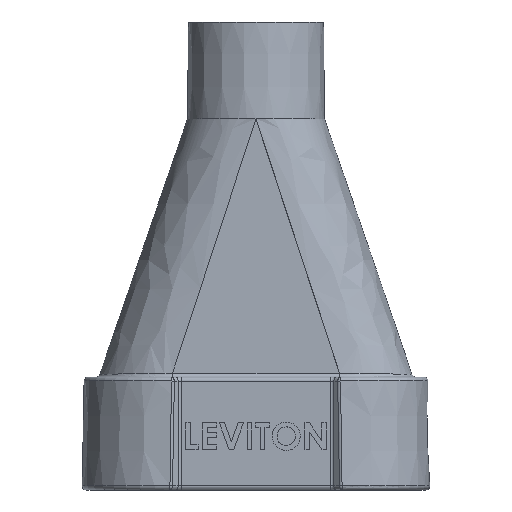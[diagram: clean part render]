
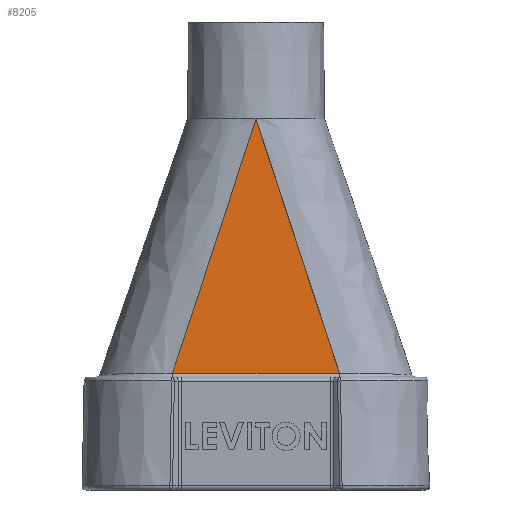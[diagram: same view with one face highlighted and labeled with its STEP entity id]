
A CAD part, front view. The second image highlights one B-rep face of the part: STEP entity #8205.
In plain terms, the highlighted planar face has unit normal (0, -1, 0.015).
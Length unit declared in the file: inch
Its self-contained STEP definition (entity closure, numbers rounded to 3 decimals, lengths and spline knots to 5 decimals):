
#579 = CARTESIAN_POINT ( 'NONE',  ( 0.42423, -1.07939, -1.2929 ) ) ;
#700 = EDGE_CURVE ( 'NONE', #10335, #8839, #5542, .T. ) ;
#741 = PLANE ( 'NONE',  #3997 ) ;
#1571 = ORIENTED_EDGE ( 'NONE', *, *, #13039, .F. ) ;
#1644 = CARTESIAN_POINT ( 'NONE',  ( 0.51704, -1.08364, -1.57574 ) ) ;
#1677 = DIRECTION ( 'NONE',  ( 0., -1., 0.015 ) ) ;
#1737 = CARTESIAN_POINT ( 'NONE',  ( 0.07556, -1.06345, -0.2303 ) ) ;
#1763 = CARTESIAN_POINT ( 'NONE',  ( -0.13923, -1.06636, -0.42426 ) ) ;
#2703 = CARTESIAN_POINT ( 'NONE',  ( 0.56007, -1.0856, -1.70688 ) ) ;
#2765 = DIRECTION ( 'NONE',  ( -0.312, -0.014, -0.95 ) ) ;
#2767 = CARTESIAN_POINT ( 'NONE',  ( -0.37919, -1.07733, -1.15558 ) ) ;
#2795 = CARTESIAN_POINT ( 'NONE',  ( 0.12594, -1.06576, -0.38383 ) ) ;
#2846 = CARTESIAN_POINT ( 'NONE',  ( 0.22669, -1.07036, -0.69089 ) ) ;
#2885 = CARTESIAN_POINT ( 'NONE',  ( 0.02519, -1.06115, -0.07677 ) ) ;
#2954 = CARTESIAN_POINT ( 'NONE',  ( 0., -1.06, 0. ) ) ;
#3686 = B_SPLINE_CURVE_WITH_KNOTS ( 'NONE', 3,
 ( #8107, #2885, #8005, #1737, #2795, #8954, #2846, #6005, #10184, #4772, #579, #7922, #1644, #2703, #10006, #4065 ),
 .UNSPECIFIED., .F., .F.,
 ( 4, 3, 3, 3, 3, 4 ),
 ( 0., 0.00616, 0.01847, 0.03078, 0.04213, 0.05265 ),
 .UNSPECIFIED. ) ;
#3696 = FACE_OUTER_BOUND ( 'NONE', #8185, .T. ) ;
#3911 = VECTOR ( 'NONE', #12730, 39.37008 ) ;
#3997 = AXIS2_PLACEMENT_3D ( 'NONE', #6957, #1677, #2765 ) ;
#4065 = CARTESIAN_POINT ( 'NONE',  ( 0.64613, -1.08958, -1.96917 ) ) ;
#4641 = VERTEX_POINT ( 'NONE', #7045 ) ;
#4772 = CARTESIAN_POINT ( 'NONE',  ( 0.37782, -1.07727, -1.15148 ) ) ;
#5542 = LINE ( 'NONE', #7448, #3911 ) ;
#6005 = CARTESIAN_POINT ( 'NONE',  ( 0.27707, -1.07267, -0.84442 ) ) ;
#6957 = CARTESIAN_POINT ( 'NONE',  ( 0., -1.06, 0. ) ) ;
#7045 = CARTESIAN_POINT ( 'NONE',  ( 0., -1.06, 0. ) ) ;
#7088 = CARTESIAN_POINT ( 'NONE',  ( -0.23204, -1.07061, -0.70709 ) ) ;
#7122 = ORIENTED_EDGE ( 'NONE', *, *, #12334, .F. ) ;
#7330 = CARTESIAN_POINT ( 'NONE',  ( 0.64613, -1.08958, -1.96917 ) ) ;
#7448 = CARTESIAN_POINT ( 'NONE',  ( 0., -1.08954, -1.96922 ) ) ;
#7596 = CARTESIAN_POINT ( 'NONE',  ( -0.64615, -1.08954, -1.96922 ) ) ;
#7618 = CARTESIAN_POINT ( 'NONE',  ( -0.60251, -1.08754, -1.83621 ) ) ;
#7922 = CARTESIAN_POINT ( 'NONE',  ( 0.47063, -1.08151, -1.43432 ) ) ;
#7970 = B_SPLINE_CURVE_WITH_KNOTS ( 'NONE', 3,
 ( #11710, #10038, #7618, #7990, #10210, #8169, #11216, #2767, #11255, #10079, #7088, #13329, #1763, #9203, #9032, #2954 ),
 .UNSPECIFIED., .F., .F.,
 ( 4, 3, 3, 3, 3, 4 ),
 ( 0.00082, 0.00616, 0.01847, 0.03078, 0.04213, 0.05347 ),
 .UNSPECIFIED. ) ;
#7990 = CARTESIAN_POINT ( 'NONE',  ( -0.58069, -1.08655, -1.7697 ) ) ;
#8005 = CARTESIAN_POINT ( 'NONE',  ( 0.05037, -1.0623, -0.15353 ) ) ;
#8107 = CARTESIAN_POINT ( 'NONE',  ( 0., -1.06, 0. ) ) ;
#8169 = CARTESIAN_POINT ( 'NONE',  ( -0.47994, -1.08194, -1.46264 ) ) ;
#8185 = EDGE_LOOP ( 'NONE', ( #1571, #10628, #7122 ) ) ;
#8205 = ADVANCED_FACE ( 'NONE', ( #3696 ), #741, .T. ) ;
#8839 = VERTEX_POINT ( 'NONE', #7330 ) ;
#8954 = CARTESIAN_POINT ( 'NONE',  ( 0.17631, -1.06806, -0.53736 ) ) ;
#9032 = CARTESIAN_POINT ( 'NONE',  ( -0.04641, -1.06212, -0.14142 ) ) ;
#9203 = CARTESIAN_POINT ( 'NONE',  ( -0.09282, -1.06424, -0.28284 ) ) ;
#10006 = CARTESIAN_POINT ( 'NONE',  ( 0.6031, -1.08757, -1.83803 ) ) ;
#10038 = CARTESIAN_POINT ( 'NONE',  ( -0.62433, -1.08854, -1.90271 ) ) ;
#10079 = CARTESIAN_POINT ( 'NONE',  ( -0.27844, -1.07273, -0.84851 ) ) ;
#10184 = CARTESIAN_POINT ( 'NONE',  ( 0.32744, -1.07497, -0.99795 ) ) ;
#10210 = CARTESIAN_POINT ( 'NONE',  ( -0.53032, -1.08424, -1.61617 ) ) ;
#10335 = VERTEX_POINT ( 'NONE', #7596 ) ;
#10628 = ORIENTED_EDGE ( 'NONE', *, *, #700, .T. ) ;
#11216 = CARTESIAN_POINT ( 'NONE',  ( -0.42957, -1.07964, -1.30911 ) ) ;
#11255 = CARTESIAN_POINT ( 'NONE',  ( -0.32882, -1.07503, -1.00204 ) ) ;
#11710 = CARTESIAN_POINT ( 'NONE',  ( -0.64615, -1.08954, -1.96922 ) ) ;
#12334 = EDGE_CURVE ( 'NONE', #4641, #8839, #3686, .T. ) ;
#12730 = DIRECTION ( 'NONE',  ( 1., 0., 0. ) ) ;
#13039 = EDGE_CURVE ( 'NONE', #10335, #4641, #7970, .T. ) ;
#13329 = CARTESIAN_POINT ( 'NONE',  ( -0.18563, -1.06849, -0.56567 ) ) ;
